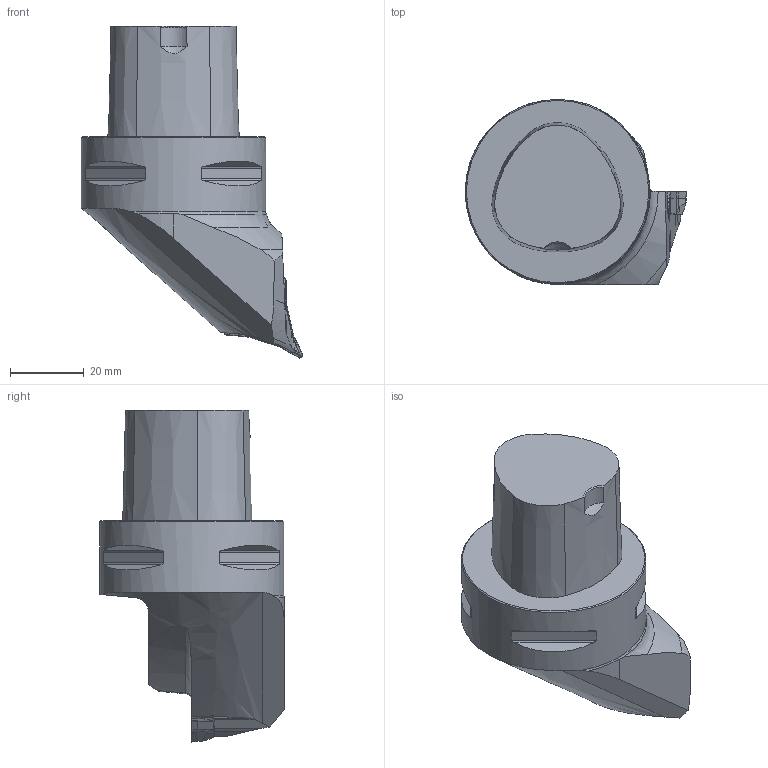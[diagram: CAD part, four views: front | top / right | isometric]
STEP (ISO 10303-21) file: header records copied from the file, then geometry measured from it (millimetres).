
FILE_DESCRIPTION(/* description */ (''),/* implementation_level */ '2;1');
FILE_NAME(/* name */ 'ASSY.STP',/* time_stamp */ '2024-08-14T11:19:27+02:00',/* author */ (''),/* organization */ ('SMS'),/* preprocessor_version */ 'ST-DEVELOPER v16.7',/* originating_system */ 'SIEMENS PLM Software NX 12.0',/* authorisation */ '');
FILE_SCHEMA (('AUTOMOTIVE_DESIGN { 1 0 10303 214 3 1 1 1 }'));
Length unit declared in the file: millimetre
Products named in the file (4): ASSEMBLY_CONSTRUCTION; NOCUT; CUT; ASSY
Assembly tree (3 placements, depth 2):
  ASSY
    CUT
    NOCUT
    ASSEMBLY_CONSTRUCTION
Bounding box: 60 x 50.15 x 90 mm (x, y, z)
Volume: 99891.1 mm3; surface area: 14609.2 mm2
Topology: 2 solids, 2 shells, 149 faces, 406 edges, 272 vertices
Faces by surface type: plane 54, cylinder 33, cone 24, bspline 18, torus 10, revolution 9, extrusion 1
Full cylindrical faces by diameter (mm): 50 x1
Entity records: 5953 total; most frequent: CARTESIAN_POINT 2301, ORIENTED_EDGE 804, DIRECTION 617, EDGE_CURVE 402, VERTEX_POINT 264, AXIS2_PLACEMENT_3D 223, VECTOR 162, LINE 161
